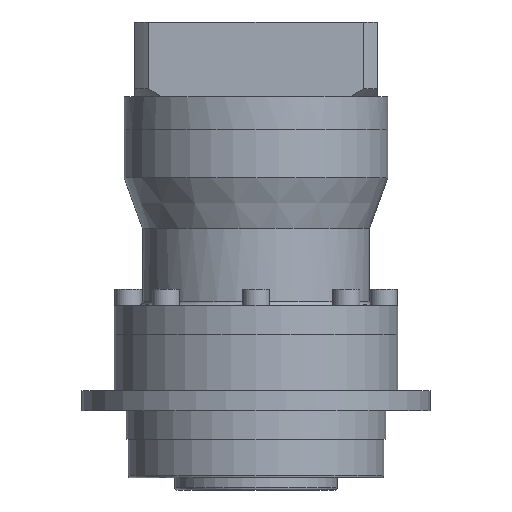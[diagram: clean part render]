
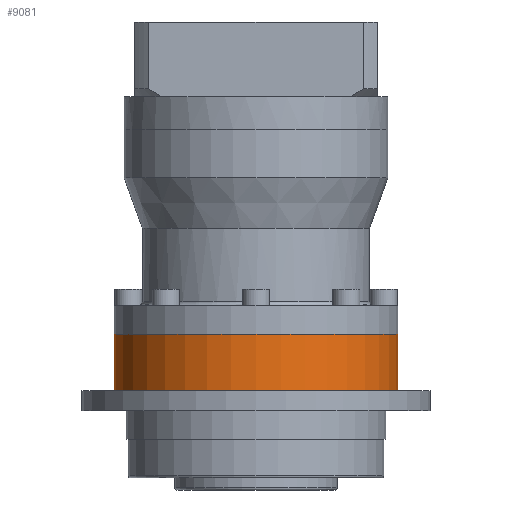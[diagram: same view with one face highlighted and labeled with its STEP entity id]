
A CAD part, front view. The second image highlights one B-rep face of the part: STEP entity #9081.
In plain terms, the highlighted cylindrical face has radius 35 mm (diameter 70 mm), a partial arc.
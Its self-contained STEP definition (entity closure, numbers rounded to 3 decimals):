
#320 = CARTESIAN_POINT ( 'NONE',  ( 0., 0., -72.5 ) ) ;
#353 = DIRECTION ( 'NONE',  ( 1., 0., 0. ) ) ;
#430 = CIRCLE ( 'NONE', #3063, 35. ) ;
#461 = DIRECTION ( 'NONE',  ( 0., 0., 1. ) ) ;
#1157 = VERTEX_POINT ( 'NONE', #7771 ) ;
#1400 = VECTOR ( 'NONE', #461, 1000. ) ;
#1584 = DIRECTION ( 'NONE',  ( 0., 0., 1. ) ) ;
#2026 = AXIS2_PLACEMENT_3D ( 'NONE', #320, #8527, #353 ) ;
#2172 = EDGE_CURVE ( 'NONE', #4879, #1157, #9630, .T. ) ;
#2214 = FACE_OUTER_BOUND ( 'NONE', #4122, .T. ) ;
#2803 = CARTESIAN_POINT ( 'NONE',  ( -35., 0., -72.5 ) ) ;
#2921 = VERTEX_POINT ( 'NONE', #4200 ) ;
#3063 = AXIS2_PLACEMENT_3D ( 'NONE', #6512, #1584, #7328 ) ;
#3334 = CARTESIAN_POINT ( 'NONE',  ( -35., 0., -72.5 ) ) ;
#3358 = CARTESIAN_POINT ( 'NONE',  ( 0., 0., -72.5 ) ) ;
#4122 = EDGE_LOOP ( 'NONE', ( #4474, #8070, #8240, #7950 ) ) ;
#4155 = CYLINDRICAL_SURFACE ( 'NONE', #2026, 35. ) ;
#4188 = DIRECTION ( 'NONE',  ( -1., 0., 0. ) ) ;
#4200 = CARTESIAN_POINT ( 'NONE',  ( 35., 0., -58.5 ) ) ;
#4474 = ORIENTED_EDGE ( 'NONE', *, *, #2172, .F. ) ;
#4565 = CARTESIAN_POINT ( 'NONE',  ( 35., 0., -72.5 ) ) ;
#4879 = VERTEX_POINT ( 'NONE', #3334 ) ;
#5139 = CIRCLE ( 'NONE', #8973, 35. ) ;
#5167 = EDGE_CURVE ( 'NONE', #1157, #2921, #430, .T. ) ;
#5541 = VECTOR ( 'NONE', #7720, 1000. ) ;
#5831 = VERTEX_POINT ( 'NONE', #8249 ) ;
#6124 = EDGE_CURVE ( 'NONE', #5831, #2921, #10387, .T. ) ;
#6401 = EDGE_CURVE ( 'NONE', #5831, #4879, #5139, .T. ) ;
#6512 = CARTESIAN_POINT ( 'NONE',  ( 0., 0., -58.5 ) ) ;
#7328 = DIRECTION ( 'NONE',  ( 1., 0., 0. ) ) ;
#7720 = DIRECTION ( 'NONE',  ( 0., 0., 1. ) ) ;
#7771 = CARTESIAN_POINT ( 'NONE',  ( -35., 0., -58.5 ) ) ;
#7950 = ORIENTED_EDGE ( 'NONE', *, *, #5167, .F. ) ;
#8070 = ORIENTED_EDGE ( 'NONE', *, *, #6401, .F. ) ;
#8240 = ORIENTED_EDGE ( 'NONE', *, *, #6124, .T. ) ;
#8249 = CARTESIAN_POINT ( 'NONE',  ( 35., 0., -72.5 ) ) ;
#8527 = DIRECTION ( 'NONE',  ( 0., 0., 1. ) ) ;
#8973 = AXIS2_PLACEMENT_3D ( 'NONE', #3358, #9094, #4188 ) ;
#9081 = ADVANCED_FACE ( 'NONE', ( #2214 ), #4155, .T. ) ;
#9094 = DIRECTION ( 'NONE',  ( 0., 0., -1. ) ) ;
#9630 = LINE ( 'NONE', #2803, #5541 ) ;
#10387 = LINE ( 'NONE', #4565, #1400 ) ;
